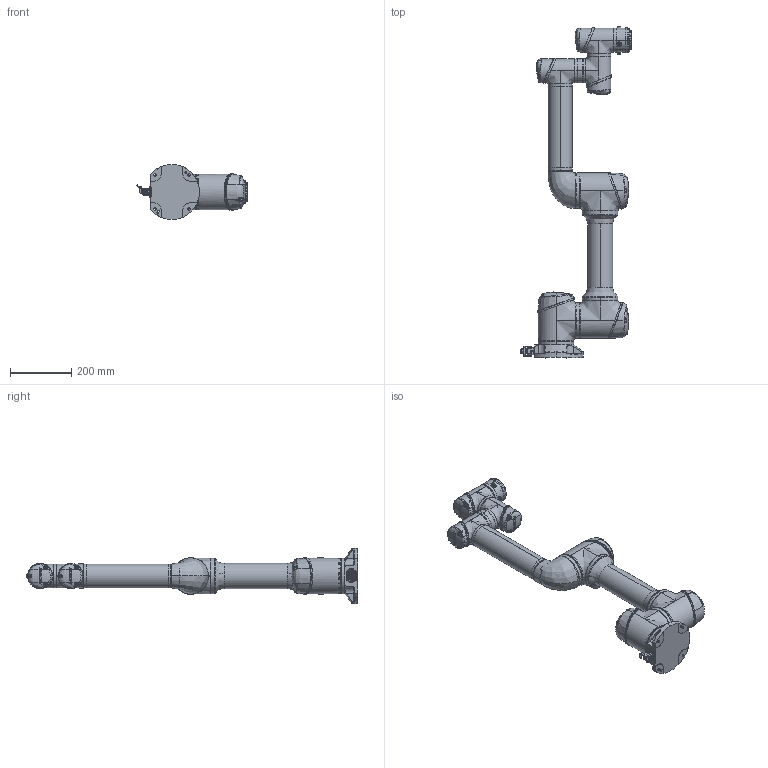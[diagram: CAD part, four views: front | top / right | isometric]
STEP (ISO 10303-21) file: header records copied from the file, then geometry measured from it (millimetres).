
FILE_DESCRIPTION (( 'STEP AP214' ), '1' );
FILE_NAME ('GCR7-1.STEP', '2023-06-26T08:36:38', ( '' ), ( '' ), 'SwSTEP 2.0', 'SolidWorks 2017', '' );
FILE_SCHEMA (( 'AUTOMOTIVE_DESIGN' ));
Length unit declared in the file: millimetre
Products named in the file (15): GCR7-J2; BASE; GCR7-J3; GCR7-J1; GCR7-J6; GCR7-J5; GCR7-J4; GCR7-1
Assembly tree (7 placements, depth 2):
  GCR7-J2
  GCR7-J3
  GCR7-J6
  GCR7-J1
  GCR7-J4
Bounding box: 360.28 x 1085.5 x 180 mm (x, y, z)
Volume: 2242177.2 mm3; surface area: 1172545.6 mm2
Topology: 69 solids, 75 shells, 4617 faces, 12161 edges, 7780 vertices
Faces by surface type: plane 1756, bspline 1407, cylinder 972, cone 251, torus 204, sphere 27
Entity records: 358692 total; most frequent: CARTESIAN_POINT 222549, ORIENTED_EDGE 24120, DIRECTION 16369, EDGE_CURVE 12060, VERTEX_POINT 7780, AXIS2_PLACEMENT_3D 5768, EDGE_LOOP 5018, LINE 4833
